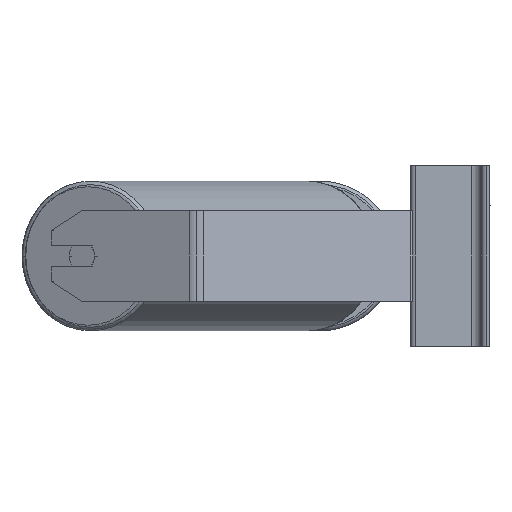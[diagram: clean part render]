
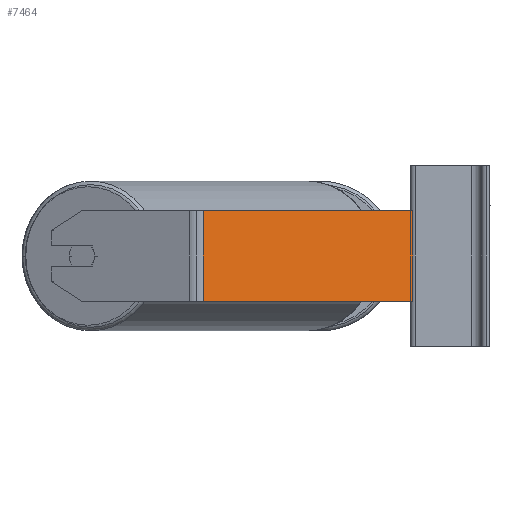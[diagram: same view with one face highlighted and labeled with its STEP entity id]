
A CAD part, left-side view. The second image highlights one B-rep face of the part: STEP entity #7464.
In plain terms, the highlighted planar face has unit normal (-0.94, -0.342, 0).
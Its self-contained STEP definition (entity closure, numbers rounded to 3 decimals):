
#72 = AXIS2_PLACEMENT_3D ( 'NONE', #6462, #700, #9678 ) ;
#498 = VECTOR ( 'NONE', #2932, 1000. ) ;
#684 = EDGE_CURVE ( 'NONE', #5149, #10387, #2070, .T. ) ;
#700 = DIRECTION ( 'NONE',  ( 0.94, 0.342, 0. ) ) ;
#952 = VECTOR ( 'NONE', #7387, 1000. ) ;
#1301 = VECTOR ( 'NONE', #8635, 1000. ) ;
#2000 = EDGE_CURVE ( 'NONE', #10387, #7972, #2441, .T. ) ;
#2070 = LINE ( 'NONE', #7007, #498 ) ;
#2441 = LINE ( 'NONE', #5706, #952 ) ;
#2865 = ORIENTED_EDGE ( 'NONE', *, *, #684, .T. ) ;
#2873 = FACE_OUTER_BOUND ( 'NONE', #3527, .T. ) ;
#2932 = DIRECTION ( 'NONE',  ( 0., 0., -1. ) ) ;
#3024 = VERTEX_POINT ( 'NONE', #7065 ) ;
#3124 = CARTESIAN_POINT ( 'NONE',  ( -687.518, 15.948, -40. ) ) ;
#3527 = EDGE_LOOP ( 'NONE', ( #6089, #9590, #6919, #2865 ) ) ;
#5149 = VERTEX_POINT ( 'NONE', #10531 ) ;
#5706 = CARTESIAN_POINT ( 'NONE',  ( -757.535, 208.318, -40. ) ) ;
#5879 = EDGE_CURVE ( 'NONE', #3024, #7972, #7729, .T. ) ;
#6089 = ORIENTED_EDGE ( 'NONE', *, *, #2000, .T. ) ;
#6201 = CARTESIAN_POINT ( 'NONE',  ( -687.518, 15.948, 40. ) ) ;
#6462 = CARTESIAN_POINT ( 'NONE',  ( -757.535, 208.318, 40. ) ) ;
#6919 = ORIENTED_EDGE ( 'NONE', *, *, #9036, .F. ) ;
#7007 = CARTESIAN_POINT ( 'NONE',  ( -755.268, 202.09, 40. ) ) ;
#7008 = DIRECTION ( 'NONE',  ( 0., 0., -1. ) ) ;
#7065 = CARTESIAN_POINT ( 'NONE',  ( -687.518, 15.948, 40. ) ) ;
#7160 = PLANE ( 'NONE',  #72 ) ;
#7387 = DIRECTION ( 'NONE',  ( 0.342, -0.94, 0. ) ) ;
#7464 = ADVANCED_FACE ( 'NONE', ( #2873 ), #7160, .F. ) ;
#7729 = LINE ( 'NONE', #6201, #8332 ) ;
#7972 = VERTEX_POINT ( 'NONE', #3124 ) ;
#8332 = VECTOR ( 'NONE', #7008, 1000. ) ;
#8635 = DIRECTION ( 'NONE',  ( 0.342, -0.94, 0. ) ) ;
#9036 = EDGE_CURVE ( 'NONE', #5149, #3024, #9345, .T. ) ;
#9345 = LINE ( 'NONE', #10143, #1301 ) ;
#9476 = CARTESIAN_POINT ( 'NONE',  ( -755.268, 202.09, -40. ) ) ;
#9590 = ORIENTED_EDGE ( 'NONE', *, *, #5879, .F. ) ;
#9678 = DIRECTION ( 'NONE',  ( -0.342, 0.94, 0. ) ) ;
#10143 = CARTESIAN_POINT ( 'NONE',  ( -757.535, 208.318, 40. ) ) ;
#10387 = VERTEX_POINT ( 'NONE', #9476 ) ;
#10531 = CARTESIAN_POINT ( 'NONE',  ( -755.268, 202.09, 40. ) ) ;
